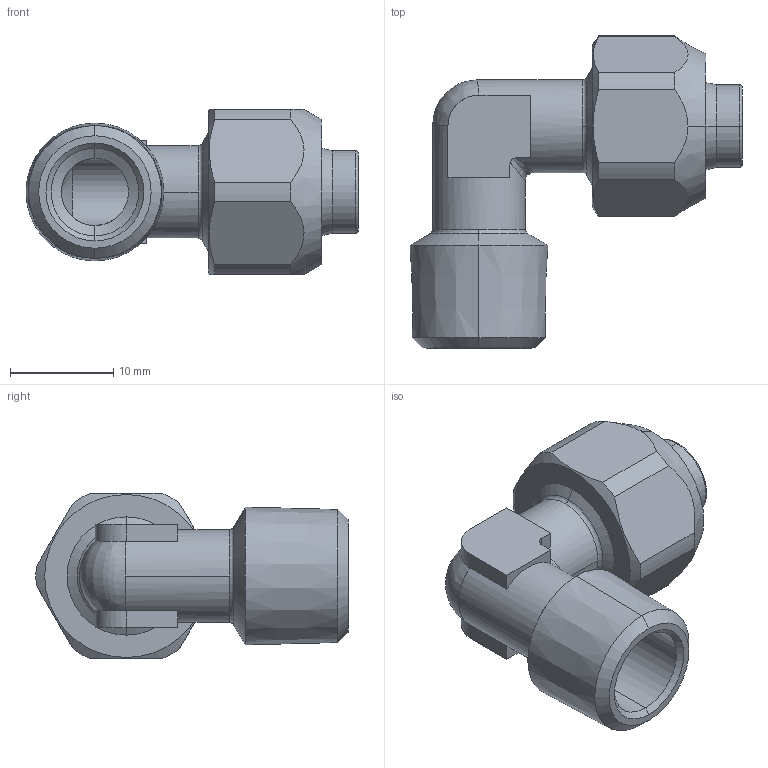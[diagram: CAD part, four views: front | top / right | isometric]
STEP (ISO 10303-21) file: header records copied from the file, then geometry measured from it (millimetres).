
FILE_DESCRIPTION(( 'CX.13.10.14.STEP' ), '1');
FILE_NAME( 'CX.13.10.14.STEP', '2018-10-02T09:41:26',( 'Sopra'),('sopra-pneumatic.com'), 'SwSTEP 2.0','SolidWorks 2009','' );
FILE_SCHEMA (( 'CONFIG_CONTROL_DESIGN' ));
Length unit declared in the file: millimetre
Products named in the file (1): X2040052
Bounding box: 32.18 x 30.24 x 16 mm (x, y, z)
Volume: 3612.7 mm3; surface area: 3147.3 mm2
Topology: 1 solids, 1 shells, 85 faces, 219 edges, 136 vertices
Faces by surface type: cylinder 27, cone 26, plane 24, torus 6, bspline 2
Entity records: 2969 total; most frequent: CARTESIAN_POINT 902, ORIENTED_EDGE 434, DIRECTION 405, EDGE_CURVE 217, AXIS2_PLACEMENT_3D 159, VERTEX_POINT 136, EDGE_LOOP 89, VECTOR 87
